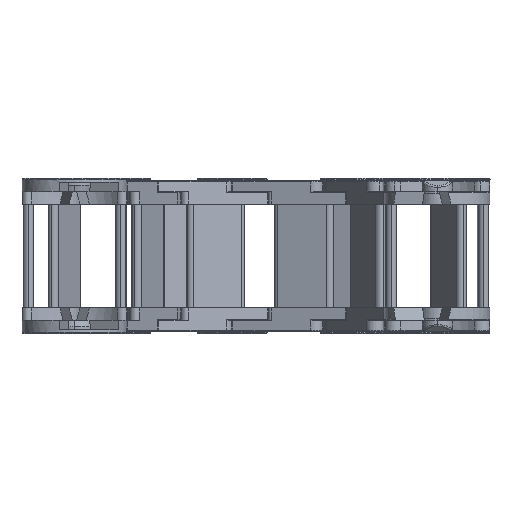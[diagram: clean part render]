
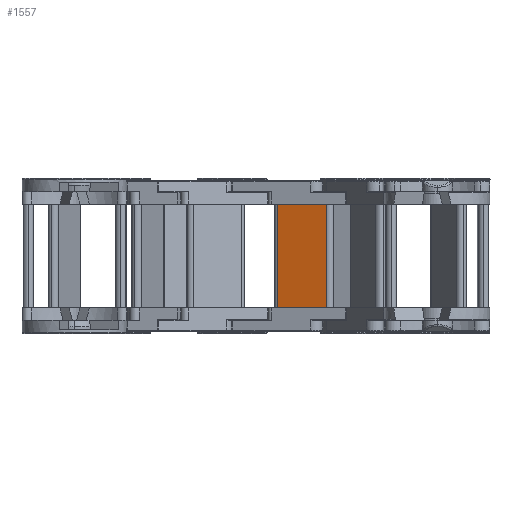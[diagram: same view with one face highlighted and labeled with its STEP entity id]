
A CAD part, left-side view. The second image highlights one B-rep face of the part: STEP entity #1557.
In plain terms, the highlighted face is planar.
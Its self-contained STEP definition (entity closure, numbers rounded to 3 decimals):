
#62 = CARTESIAN_POINT ( 'NONE',  ( -7.7, 9.9, 2.9 ) ) ;
#121 = CARTESIAN_POINT ( 'NONE',  ( -6.7, 9.9, 2.9 ) ) ;
#279 = ORIENTED_EDGE ( 'NONE', *, *, #3541, .T. ) ;
#801 = VECTOR ( 'NONE', #4788, 1000. ) ;
#981 = DIRECTION ( 'NONE',  ( 0., 0., 1. ) ) ;
#992 = DIRECTION ( 'NONE',  ( -1., 0., 0. ) ) ;
#1489 = VERTEX_POINT ( 'NONE', #2576 ) ;
#1557 = ADVANCED_FACE ( 'NONE', ( #4362 ), #5199, .F. ) ;
#1570 = EDGE_CURVE ( 'NONE', #1489, #3273, #1934, .T. ) ;
#1693 = ORIENTED_EDGE ( 'NONE', *, *, #2577, .T. ) ;
#1786 = LINE ( 'NONE', #121, #4020 ) ;
#1934 = LINE ( 'NONE', #5180, #801 ) ;
#1941 = CARTESIAN_POINT ( 'NONE',  ( 3.3, 9.9, -17.1 ) ) ;
#2188 = VECTOR ( 'NONE', #4775, 1000. ) ;
#2302 = CARTESIAN_POINT ( 'NONE',  ( -7.7, 9.9, 2.9 ) ) ;
#2576 = CARTESIAN_POINT ( 'NONE',  ( -6.7, 9.9, -17.1 ) ) ;
#2577 = EDGE_CURVE ( 'NONE', #3431, #3273, #5008, .T. ) ;
#2618 = DIRECTION ( 'NONE',  ( 0., -1., 0. ) ) ;
#2971 = LINE ( 'NONE', #2302, #3830 ) ;
#3268 = VERTEX_POINT ( 'NONE', #4447 ) ;
#3273 = VERTEX_POINT ( 'NONE', #1941 ) ;
#3431 = VERTEX_POINT ( 'NONE', #3866 ) ;
#3541 = EDGE_CURVE ( 'NONE', #1489, #3268, #1786, .T. ) ;
#3736 = EDGE_LOOP ( 'NONE', ( #1693, #5112, #279, #3781 ) ) ;
#3781 = ORIENTED_EDGE ( 'NONE', *, *, #5398, .T. ) ;
#3830 = VECTOR ( 'NONE', #4853, 1000. ) ;
#3866 = CARTESIAN_POINT ( 'NONE',  ( 3.3, 9.9, 2.9 ) ) ;
#3946 = AXIS2_PLACEMENT_3D ( 'NONE', #62, #2618, #992 ) ;
#4020 = VECTOR ( 'NONE', #981, 1000. ) ;
#4362 = FACE_OUTER_BOUND ( 'NONE', #3736, .T. ) ;
#4447 = CARTESIAN_POINT ( 'NONE',  ( -6.7, 9.9, 2.9 ) ) ;
#4775 = DIRECTION ( 'NONE',  ( 0., 0., -1. ) ) ;
#4788 = DIRECTION ( 'NONE',  ( 1., 0., 0. ) ) ;
#4853 = DIRECTION ( 'NONE',  ( 1., 0., 0. ) ) ;
#5008 = LINE ( 'NONE', #5095, #2188 ) ;
#5095 = CARTESIAN_POINT ( 'NONE',  ( 3.3, 9.9, -12.1 ) ) ;
#5112 = ORIENTED_EDGE ( 'NONE', *, *, #1570, .F. ) ;
#5180 = CARTESIAN_POINT ( 'NONE',  ( -7.7, 9.9, -17.1 ) ) ;
#5199 = PLANE ( 'NONE',  #3946 ) ;
#5398 = EDGE_CURVE ( 'NONE', #3268, #3431, #2971, .T. ) ;
